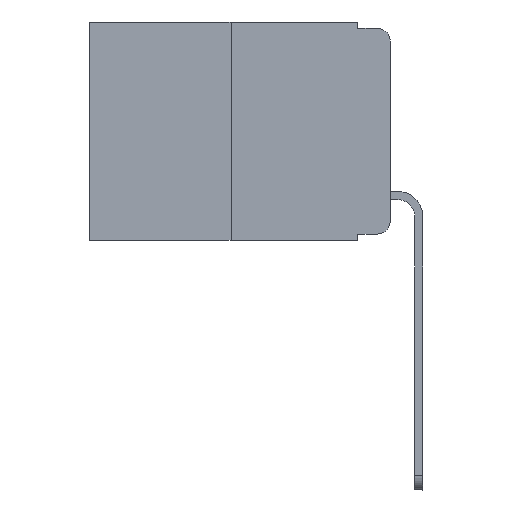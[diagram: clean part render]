
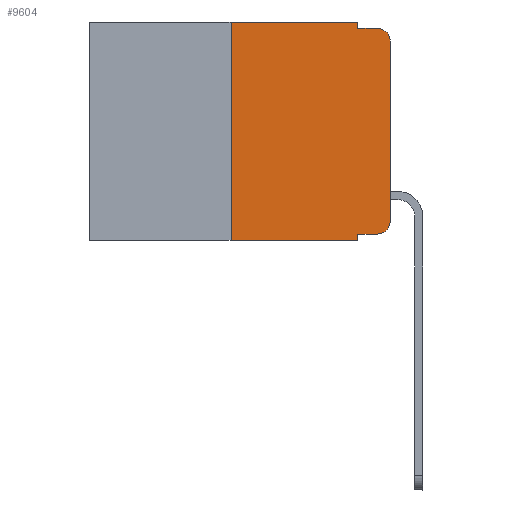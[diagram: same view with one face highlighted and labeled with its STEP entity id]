
A CAD part, left-side view. The second image highlights one B-rep face of the part: STEP entity #9604.
In plain terms, the highlighted planar face has unit normal (-1, 0, 0).
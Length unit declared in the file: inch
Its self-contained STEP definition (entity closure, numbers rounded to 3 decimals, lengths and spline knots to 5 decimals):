
#42 = ORIENTED_EDGE ( 'NONE', *, *, #15844, .T. ) ;
#109 = DIRECTION ( 'NONE',  ( 0., 0., -1. ) ) ;
#383 = VERTEX_POINT ( 'NONE', #13000 ) ;
#537 = EDGE_CURVE ( 'NONE', #383, #2941, #10921, .T. ) ;
#835 = DIRECTION ( 'NONE',  ( 0., -1., 0. ) ) ;
#1074 = FACE_OUTER_BOUND ( 'NONE', #10004, .T. ) ;
#1142 = CARTESIAN_POINT ( 'NONE',  ( 0., 0.02, -0.333 ) ) ;
#1719 = CARTESIAN_POINT ( 'NONE',  ( 0., 0.02, -0.03 ) ) ;
#1801 = VERTEX_POINT ( 'NONE', #6613 ) ;
#2164 = EDGE_CURVE ( 'NONE', #18155, #1801, #4627, .T. ) ;
#2372 = DIRECTION ( 'NONE',  ( 0., 0., -1. ) ) ;
#2472 = CARTESIAN_POINT ( 'NONE',  ( 0., 0.473, 0. ) ) ;
#2750 = DIRECTION ( 'NONE',  ( -1., 0., 0. ) ) ;
#2860 = EDGE_CURVE ( 'NONE', #4048, #2941, #19086, .T. ) ;
#2941 = VERTEX_POINT ( 'NONE', #19383 ) ;
#3268 = ORIENTED_EDGE ( 'NONE', *, *, #537, .T. ) ;
#3590 = DIRECTION ( 'NONE',  ( 0., 0., -1. ) ) ;
#3667 = VECTOR ( 'NONE', #3590, 39.37008 ) ;
#4048 = VERTEX_POINT ( 'NONE', #14431 ) ;
#4139 = CARTESIAN_POINT ( 'NONE',  ( 0., 0.051, -0.333 ) ) ;
#4151 = VERTEX_POINT ( 'NONE', #5671 ) ;
#4405 = CARTESIAN_POINT ( 'NONE',  ( 0., 0.473, 0. ) ) ;
#4504 = DIRECTION ( 'NONE',  ( 0., 0., 1. ) ) ;
#4512 = DIRECTION ( 'NONE',  ( -1., 0., 0. ) ) ;
#4627 = LINE ( 'NONE', #10694, #14416 ) ;
#4665 = AXIS2_PLACEMENT_3D ( 'NONE', #16380, #2750, #10611 ) ;
#5032 = VECTOR ( 'NONE', #4504, 39.37008 ) ;
#5420 = LINE ( 'NONE', #4139, #7548 ) ;
#5629 = VERTEX_POINT ( 'NONE', #9650 ) ;
#5671 = CARTESIAN_POINT ( 'NONE',  ( 0., 0.051, 0. ) ) ;
#6088 = CARTESIAN_POINT ( 'NONE',  ( 0., 0., 0. ) ) ;
#6185 = VERTEX_POINT ( 'NONE', #1142 ) ;
#6191 = ORIENTED_EDGE ( 'NONE', *, *, #15252, .T. ) ;
#6562 = EDGE_CURVE ( 'NONE', #12106, #4151, #10267, .T. ) ;
#6613 = CARTESIAN_POINT ( 'NONE',  ( 0., 0.051, -0.343 ) ) ;
#6747 = LINE ( 'NONE', #12652, #3667 ) ;
#6762 = AXIS2_PLACEMENT_3D ( 'NONE', #1719, #4512, #109 ) ;
#6781 = ORIENTED_EDGE ( 'NONE', *, *, #2164, .T. ) ;
#6791 = DIRECTION ( 'NONE',  ( 0., 0., -1. ) ) ;
#6856 = CIRCLE ( 'NONE', #4665, 0.02 ) ;
#6925 = AXIS2_PLACEMENT_3D ( 'NONE', #2472, #19169, #2372 ) ;
#7548 = VECTOR ( 'NONE', #835, 39.37008 ) ;
#8206 = CARTESIAN_POINT ( 'NONE',  ( 0., 0.051, 0. ) ) ;
#9601 = LINE ( 'NONE', #8206, #16383 ) ;
#9604 = ADVANCED_FACE ( 'NONE', ( #1074 ), #14512, .F. ) ;
#9650 = CARTESIAN_POINT ( 'NONE',  ( 0., 0., -0.313 ) ) ;
#10004 = EDGE_LOOP ( 'NONE', ( #42, #3268, #12425, #19446, #18396, #12955, #6781, #19393, #6191, #14985 ) ) ;
#10267 = LINE ( 'NONE', #4405, #18632 ) ;
#10402 = CARTESIAN_POINT ( 'NONE',  ( 0., 0.051, -0.333 ) ) ;
#10562 = LINE ( 'NONE', #15346, #5032 ) ;
#10611 = DIRECTION ( 'NONE',  ( 0., 0., -1. ) ) ;
#10694 = CARTESIAN_POINT ( 'NONE',  ( 0., 0.473, -0.343 ) ) ;
#10921 = CIRCLE ( 'NONE', #6762, 0.02 ) ;
#11285 = VERTEX_POINT ( 'NONE', #10402 ) ;
#11469 = EDGE_CURVE ( 'NONE', #11285, #1801, #9601, .T. ) ;
#11769 = CARTESIAN_POINT ( 'NONE',  ( 0., 0.25, 0. ) ) ;
#11970 = LINE ( 'NONE', #6088, #18970 ) ;
#12106 = VERTEX_POINT ( 'NONE', #11769 ) ;
#12425 = ORIENTED_EDGE ( 'NONE', *, *, #2860, .F. ) ;
#12652 = CARTESIAN_POINT ( 'NONE',  ( 0., 0.051, 0. ) ) ;
#12955 = ORIENTED_EDGE ( 'NONE', *, *, #15757, .F. ) ;
#13000 = CARTESIAN_POINT ( 'NONE',  ( 0., 0., -0.03 ) ) ;
#13133 = EDGE_CURVE ( 'NONE', #4151, #4048, #6747, .T. ) ;
#13559 = DIRECTION ( 'NONE',  ( 0., 0., 1. ) ) ;
#13753 = EDGE_CURVE ( 'NONE', #6185, #5629, #6856, .T. ) ;
#14123 = VECTOR ( 'NONE', #17394, 39.37008 ) ;
#14416 = VECTOR ( 'NONE', #16755, 39.37008 ) ;
#14426 = CARTESIAN_POINT ( 'NONE',  ( 0., 0.051, -0.01 ) ) ;
#14431 = CARTESIAN_POINT ( 'NONE',  ( 0., 0.051, -0.01 ) ) ;
#14512 = PLANE ( 'NONE',  #6925 ) ;
#14985 = ORIENTED_EDGE ( 'NONE', *, *, #13753, .T. ) ;
#15252 = EDGE_CURVE ( 'NONE', #11285, #6185, #5420, .T. ) ;
#15346 = CARTESIAN_POINT ( 'NONE',  ( 0., 0.25, 0. ) ) ;
#15757 = EDGE_CURVE ( 'NONE', #18155, #12106, #10562, .T. ) ;
#15844 = EDGE_CURVE ( 'NONE', #5629, #383, #11970, .T. ) ;
#16380 = CARTESIAN_POINT ( 'NONE',  ( 0., 0.02, -0.313 ) ) ;
#16383 = VECTOR ( 'NONE', #6791, 39.37008 ) ;
#16627 = DIRECTION ( 'NONE',  ( 0., -1., 0. ) ) ;
#16755 = DIRECTION ( 'NONE',  ( 0., -1., 0. ) ) ;
#17394 = DIRECTION ( 'NONE',  ( 0., -1., 0. ) ) ;
#18155 = VERTEX_POINT ( 'NONE', #19174 ) ;
#18396 = ORIENTED_EDGE ( 'NONE', *, *, #6562, .F. ) ;
#18632 = VECTOR ( 'NONE', #16627, 39.37008 ) ;
#18970 = VECTOR ( 'NONE', #13559, 39.37008 ) ;
#19086 = LINE ( 'NONE', #14426, #14123 ) ;
#19169 = DIRECTION ( 'NONE',  ( 1., 0., 0. ) ) ;
#19174 = CARTESIAN_POINT ( 'NONE',  ( 0., 0.25, -0.343 ) ) ;
#19383 = CARTESIAN_POINT ( 'NONE',  ( 0., 0.02, -0.01 ) ) ;
#19393 = ORIENTED_EDGE ( 'NONE', *, *, #11469, .F. ) ;
#19446 = ORIENTED_EDGE ( 'NONE', *, *, #13133, .F. ) ;
